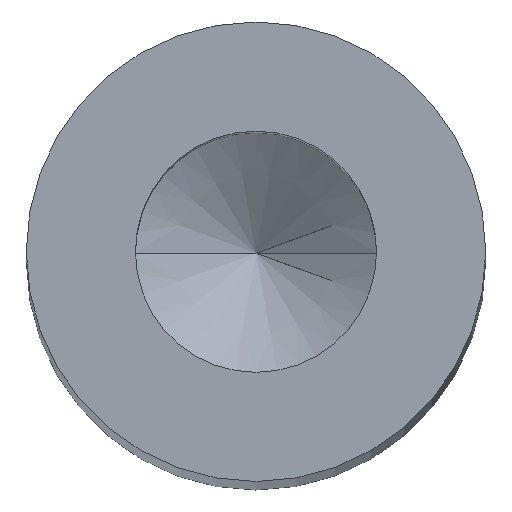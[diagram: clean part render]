
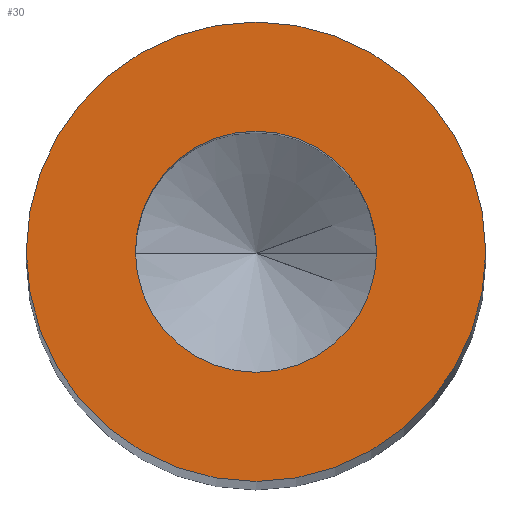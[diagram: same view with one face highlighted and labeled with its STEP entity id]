
A CAD part, top view. The second image highlights one B-rep face of the part: STEP entity #30.
In plain terms, the highlighted planar face has unit normal (0, 0, 1).
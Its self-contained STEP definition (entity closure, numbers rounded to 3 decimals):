
#3 = ORIENTED_EDGE ( 'NONE', *, *, #384, .T. ) ;
#11 = DIRECTION ( 'NONE',  ( 0., 0., 1. ) ) ;
#18 = AXIS2_PLACEMENT_3D ( 'NONE', #351, #71, #211 ) ;
#19 = CIRCLE ( 'NONE', #18, 4. ) ;
#30 = ADVANCED_FACE ( 'NONE', ( #167, #199 ), #270, .T. ) ;
#37 = DIRECTION ( 'NONE',  ( 1., 0., 0. ) ) ;
#43 = CARTESIAN_POINT ( 'NONE',  ( 0., 0., 42.5 ) ) ;
#47 = CARTESIAN_POINT ( 'NONE',  ( -2.1, 0., 42.5 ) ) ;
#49 = AXIS2_PLACEMENT_3D ( 'NONE', #217, #298, #37 ) ;
#51 = AXIS2_PLACEMENT_3D ( 'NONE', #363, #11, #87 ) ;
#71 = DIRECTION ( 'NONE',  ( 0., 0., 1. ) ) ;
#73 = EDGE_CURVE ( 'NONE', #227, #114, #296, .T. ) ;
#83 = ORIENTED_EDGE ( 'NONE', *, *, #73, .F. ) ;
#87 = DIRECTION ( 'NONE',  ( 1., 0., 0. ) ) ;
#96 = EDGE_CURVE ( 'NONE', #114, #227, #106, .T. ) ;
#106 = CIRCLE ( 'NONE', #272, 2.1 ) ;
#114 = VERTEX_POINT ( 'NONE', #144 ) ;
#138 = EDGE_LOOP ( 'NONE', ( #391, #83 ) ) ;
#144 = CARTESIAN_POINT ( 'NONE',  ( 2.1, 0., 42.5 ) ) ;
#161 = EDGE_CURVE ( 'NONE', #335, #350, #372, .T. ) ;
#167 = FACE_BOUND ( 'NONE', #138, .T. ) ;
#195 = DIRECTION ( 'NONE',  ( 0., 0., 1. ) ) ;
#199 = FACE_OUTER_BOUND ( 'NONE', #302, .T. ) ;
#210 = AXIS2_PLACEMENT_3D ( 'NONE', #43, #276, #364 ) ;
#211 = DIRECTION ( 'NONE',  ( 1., 0., 0. ) ) ;
#217 = CARTESIAN_POINT ( 'NONE',  ( 0., 0., 42.5 ) ) ;
#227 = VERTEX_POINT ( 'NONE', #47 ) ;
#247 = CARTESIAN_POINT ( 'NONE',  ( 0., 0., 42.5 ) ) ;
#257 = CARTESIAN_POINT ( 'NONE',  ( -4., 0., 42.5 ) ) ;
#270 = PLANE ( 'NONE',  #49 ) ;
#272 = AXIS2_PLACEMENT_3D ( 'NONE', #247, #195, #393 ) ;
#276 = DIRECTION ( 'NONE',  ( 0., 0., 1. ) ) ;
#296 = CIRCLE ( 'NONE', #210, 2.1 ) ;
#298 = DIRECTION ( 'NONE',  ( 0., 0., 1. ) ) ;
#302 = EDGE_LOOP ( 'NONE', ( #3, #398 ) ) ;
#335 = VERTEX_POINT ( 'NONE', #344 ) ;
#344 = CARTESIAN_POINT ( 'NONE',  ( 4., 0., 42.5 ) ) ;
#350 = VERTEX_POINT ( 'NONE', #257 ) ;
#351 = CARTESIAN_POINT ( 'NONE',  ( 0., 0., 42.5 ) ) ;
#363 = CARTESIAN_POINT ( 'NONE',  ( 0., 0., 42.5 ) ) ;
#364 = DIRECTION ( 'NONE',  ( 1., 0., 0. ) ) ;
#372 = CIRCLE ( 'NONE', #51, 4. ) ;
#384 = EDGE_CURVE ( 'NONE', #350, #335, #19, .T. ) ;
#391 = ORIENTED_EDGE ( 'NONE', *, *, #96, .F. ) ;
#393 = DIRECTION ( 'NONE',  ( 1., 0., 0. ) ) ;
#398 = ORIENTED_EDGE ( 'NONE', *, *, #161, .T. ) ;
